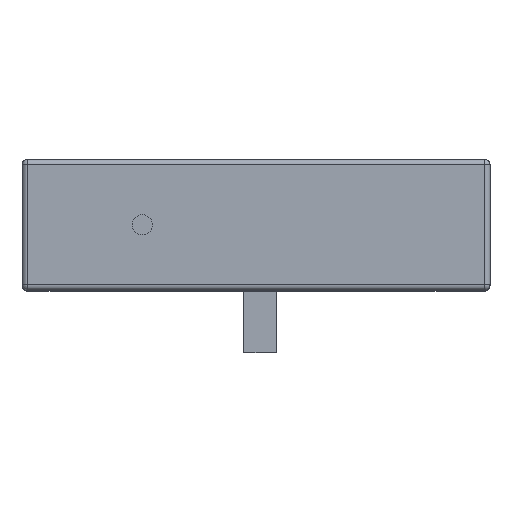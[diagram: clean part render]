
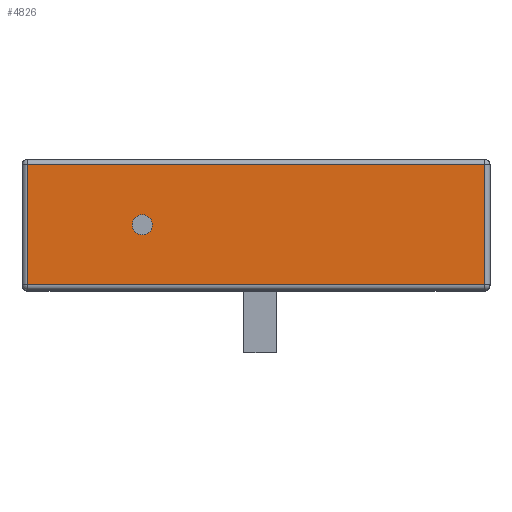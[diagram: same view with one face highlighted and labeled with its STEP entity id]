
A CAD part, top view. The second image highlights one B-rep face of the part: STEP entity #4826.
In plain terms, the highlighted planar face has unit normal (0, 0, 1).
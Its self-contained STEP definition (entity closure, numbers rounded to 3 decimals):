
#98 = LINE ( 'NONE', #1798, #4795 ) ;
#351 = VERTEX_POINT ( 'NONE', #6132 ) ;
#531 = EDGE_LOOP ( 'NONE', ( #5369, #6531 ) ) ;
#716 = PLANE ( 'NONE',  #3258 ) ;
#729 = CARTESIAN_POINT ( 'NONE',  ( 17.5, 4.5, 36. ) ) ;
#1144 = AXIS2_PLACEMENT_3D ( 'NONE', #6254, #2763, #6826 ) ;
#1312 = DIRECTION ( 'NONE',  ( -1., 0., 0. ) ) ;
#1449 = ORIENTED_EDGE ( 'NONE', *, *, #4070, .T. ) ;
#1677 = CARTESIAN_POINT ( 'NONE',  ( -7.75, 0., 36. ) ) ;
#1695 = VERTEX_POINT ( 'NONE', #5404 ) ;
#1798 = CARTESIAN_POINT ( 'NONE',  ( 17.1, -4.9, 36. ) ) ;
#2242 = DIRECTION ( 'NONE',  ( 1., 0., 0. ) ) ;
#2334 = LINE ( 'NONE', #729, #6974 ) ;
#2378 = DIRECTION ( 'NONE',  ( 0., 1., 0. ) ) ;
#2478 = VERTEX_POINT ( 'NONE', #4211 ) ;
#2763 = DIRECTION ( 'NONE',  ( 0., 0., 1. ) ) ;
#2778 = DIRECTION ( 'NONE',  ( 0., 0., 1. ) ) ;
#2846 = VECTOR ( 'NONE', #4577, 1000. ) ;
#2860 = VERTEX_POINT ( 'NONE', #1677 ) ;
#3258 = AXIS2_PLACEMENT_3D ( 'NONE', #5396, #4839, #1312 ) ;
#3323 = EDGE_CURVE ( 'NONE', #3651, #6189, #2334, .T. ) ;
#3327 = FACE_OUTER_BOUND ( 'NONE', #5841, .T. ) ;
#3617 = EDGE_CURVE ( 'NONE', #351, #2860, #6328, .T. ) ;
#3651 = VERTEX_POINT ( 'NONE', #3659 ) ;
#3659 = CARTESIAN_POINT ( 'NONE',  ( 17.1, 4.5, 36. ) ) ;
#3982 = CARTESIAN_POINT ( 'NONE',  ( -17.1, -4.9, 36. ) ) ;
#4031 = ORIENTED_EDGE ( 'NONE', *, *, #7455, .T. ) ;
#4070 = EDGE_CURVE ( 'NONE', #2478, #1695, #5796, .T. ) ;
#4211 = CARTESIAN_POINT ( 'NONE',  ( -17.1, -4.5, 36. ) ) ;
#4575 = CARTESIAN_POINT ( 'NONE',  ( -17.1, 4.5, 36. ) ) ;
#4577 = DIRECTION ( 'NONE',  ( 0., -1., 0. ) ) ;
#4795 = VECTOR ( 'NONE', #2378, 1000. ) ;
#4826 = ADVANCED_FACE ( 'NONE', ( #3327, #6413 ), #716, .F. ) ;
#4839 = DIRECTION ( 'NONE',  ( 0., 0., -1. ) ) ;
#5146 = EDGE_CURVE ( 'NONE', #2860, #351, #5785, .T. ) ;
#5369 = ORIENTED_EDGE ( 'NONE', *, *, #5146, .F. ) ;
#5396 = CARTESIAN_POINT ( 'NONE',  ( 17.5, -4.9, 36. ) ) ;
#5404 = CARTESIAN_POINT ( 'NONE',  ( 17.1, -4.5, 36. ) ) ;
#5434 = DIRECTION ( 'NONE',  ( -1., 0., 0. ) ) ;
#5616 = VECTOR ( 'NONE', #2242, 1000. ) ;
#5756 = ORIENTED_EDGE ( 'NONE', *, *, #3323, .T. ) ;
#5785 = CIRCLE ( 'NONE', #1144, 0.75 ) ;
#5796 = LINE ( 'NONE', #7454, #5616 ) ;
#5834 = AXIS2_PLACEMENT_3D ( 'NONE', #6262, #2778, #6837 ) ;
#5841 = EDGE_LOOP ( 'NONE', ( #1449, #5885, #5756, #4031 ) ) ;
#5885 = ORIENTED_EDGE ( 'NONE', *, *, #6332, .T. ) ;
#5958 = LINE ( 'NONE', #3982, #2846 ) ;
#6132 = CARTESIAN_POINT ( 'NONE',  ( -9.25, 0., 36. ) ) ;
#6189 = VERTEX_POINT ( 'NONE', #4575 ) ;
#6254 = CARTESIAN_POINT ( 'NONE',  ( -8.5, 0., 36. ) ) ;
#6262 = CARTESIAN_POINT ( 'NONE',  ( -8.5, 0., 36. ) ) ;
#6328 = CIRCLE ( 'NONE', #5834, 0.75 ) ;
#6332 = EDGE_CURVE ( 'NONE', #1695, #3651, #98, .T. ) ;
#6413 = FACE_BOUND ( 'NONE', #531, .T. ) ;
#6531 = ORIENTED_EDGE ( 'NONE', *, *, #3617, .F. ) ;
#6826 = DIRECTION ( 'NONE',  ( 1., 0., 0. ) ) ;
#6837 = DIRECTION ( 'NONE',  ( 1., 0., 0. ) ) ;
#6974 = VECTOR ( 'NONE', #5434, 1000. ) ;
#7454 = CARTESIAN_POINT ( 'NONE',  ( 17.5, -4.5, 36. ) ) ;
#7455 = EDGE_CURVE ( 'NONE', #6189, #2478, #5958, .T. ) ;
